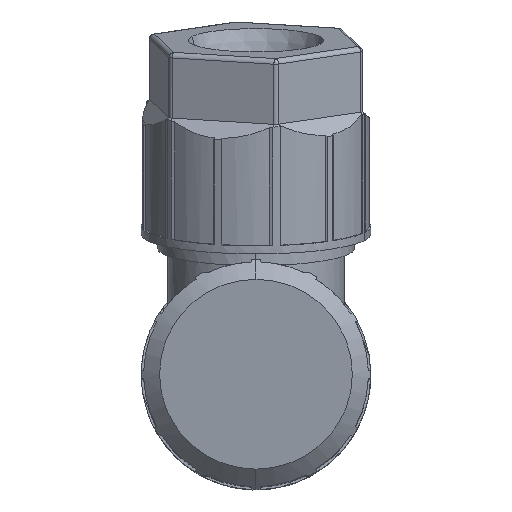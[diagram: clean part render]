
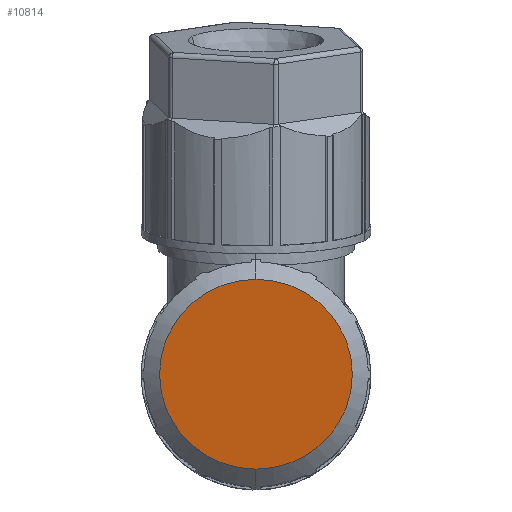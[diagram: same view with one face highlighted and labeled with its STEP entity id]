
A CAD part, top view. The second image highlights one B-rep face of the part: STEP entity #10814.
In plain terms, the highlighted planar face has unit normal (0, -0.174, 0.985).
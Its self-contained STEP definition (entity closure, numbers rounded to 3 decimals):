
#10794=AXIS2_PLACEMENT_3D('Plane Axis2P3D',#10791,#10792,#10793) ;
#10798=AXIS2_PLACEMENT_3D('Circle Axis2P3D',#10796,#10797,$) ;
#10807=AXIS2_PLACEMENT_3D('Circle Axis2P3D',#10805,#10806,$) ;
#10791=CARTESIAN_POINT('Axis2P3D Location',(66.927,-55.924,32.516)) ;
#10796=CARTESIAN_POINT('Axis2P3D Location',(7.,7.,43.611)) ;
#10800=CARTESIAN_POINT('Vertex',(7.,12.786,44.632)) ;
#10802=CARTESIAN_POINT('Vertex',(7.,1.214,42.591)) ;
#10805=CARTESIAN_POINT('Axis2P3D Location',(7.,7.,43.611)) ;
#10792=DIRECTION('Axis2P3D Direction',(0.,-0.174,0.985)) ;
#10793=DIRECTION('Axis2P3D XDirection',(0.,-0.985,-0.174)) ;
#10797=DIRECTION('Axis2P3D Direction',(0.,-0.174,0.985)) ;
#10806=DIRECTION('Axis2P3D Direction',(0.,-0.174,0.985)) ;
#10811=ORIENTED_EDGE('',*,*,#10804,.T.) ;
#10812=ORIENTED_EDGE('',*,*,#10809,.T.) ;
#10814=ADVANCED_FACE('Hauptk\X2\00F6\X0\rper',(#10813),#10795,.T.) ;
#10799=CIRCLE('generated circle',#10798,5.875) ;
#10808=CIRCLE('generated circle',#10807,5.875) ;
#10804=EDGE_CURVE('',#10801,#10803,#10799,.T.) ;
#10809=EDGE_CURVE('',#10803,#10801,#10808,.T.) ;
#10810=EDGE_LOOP('',(#10811,#10812)) ;
#10813=FACE_OUTER_BOUND('',#10810,.T.) ;
#10795=PLANE('',#10794) ;
#10801=VERTEX_POINT('',#10800) ;
#10803=VERTEX_POINT('',#10802) ;
